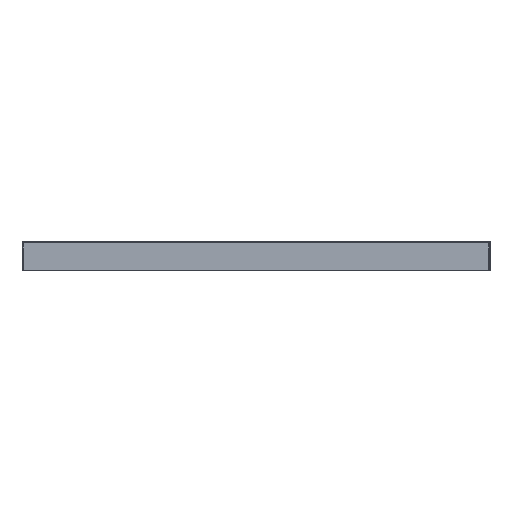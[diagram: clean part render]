
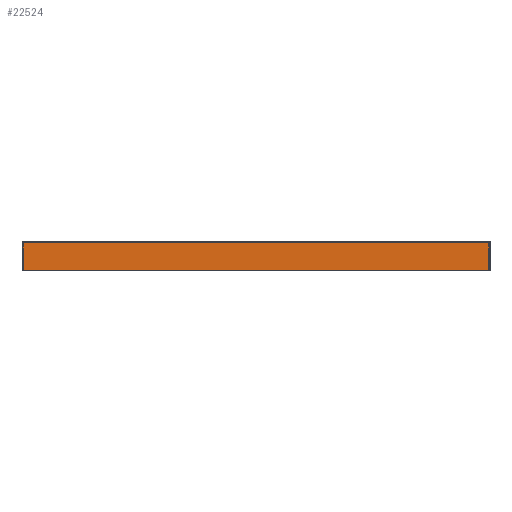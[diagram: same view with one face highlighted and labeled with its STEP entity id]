
A CAD part, left-side view. The second image highlights one B-rep face of the part: STEP entity #22524.
In plain terms, the highlighted planar face has unit normal (-1, 0, 0).
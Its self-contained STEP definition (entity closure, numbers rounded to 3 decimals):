
#339 = LINE ( 'NONE', #11960, #5143 ) ;
#2789 = EDGE_LOOP ( 'NONE', ( #2851, #7829, #16857, #8013 ) ) ;
#2825 = VERTEX_POINT ( 'NONE', #24972 ) ;
#2851 = ORIENTED_EDGE ( 'NONE', *, *, #14982, .T. ) ;
#5143 = VECTOR ( 'NONE', #36054, 1000. ) ;
#6238 = CARTESIAN_POINT ( 'NONE',  ( -25., -19.444, 0. ) ) ;
#6517 = VECTOR ( 'NONE', #29085, 1000. ) ;
#7210 = VECTOR ( 'NONE', #9821, 1000. ) ;
#7650 = DIRECTION ( 'NONE',  ( -1., 0., 0. ) ) ;
#7829 = ORIENTED_EDGE ( 'NONE', *, *, #34510, .F. ) ;
#8013 = ORIENTED_EDGE ( 'NONE', *, *, #32043, .F. ) ;
#9821 = DIRECTION ( 'NONE',  ( 0., 0., -1. ) ) ;
#11351 = CARTESIAN_POINT ( 'NONE',  ( -25., 221.056, 0. ) ) ;
#11960 = CARTESIAN_POINT ( 'NONE',  ( -25., 461.556, 0. ) ) ;
#14619 = FACE_OUTER_BOUND ( 'NONE', #2789, .T. ) ;
#14982 = EDGE_CURVE ( 'NONE', #39508, #2825, #41450, .T. ) ;
#16857 = ORIENTED_EDGE ( 'NONE', *, *, #17160, .F. ) ;
#17160 = EDGE_CURVE ( 'NONE', #32106, #40815, #39742, .T. ) ;
#18170 = DIRECTION ( 'NONE',  ( 0., 0., 1. ) ) ;
#22524 = ADVANCED_FACE ( 'NONE', ( #14619 ), #25079, .T. ) ;
#24972 = CARTESIAN_POINT ( 'NONE',  ( -25., -19.444, 0. ) ) ;
#25079 = PLANE ( 'NONE',  #43017 ) ;
#26428 = CARTESIAN_POINT ( 'NONE',  ( -25., 221.056, 30. ) ) ;
#27900 = VECTOR ( 'NONE', #43767, 1000. ) ;
#28786 = CARTESIAN_POINT ( 'NONE',  ( -25., 221.056, 0. ) ) ;
#29085 = DIRECTION ( 'NONE',  ( 0., -1., 0. ) ) ;
#32043 = EDGE_CURVE ( 'NONE', #39508, #32106, #339, .T. ) ;
#32106 = VERTEX_POINT ( 'NONE', #33342 ) ;
#32431 = CARTESIAN_POINT ( 'NONE',  ( -25., -19.444, 30. ) ) ;
#33342 = CARTESIAN_POINT ( 'NONE',  ( -25., 461.556, 30. ) ) ;
#34119 = LINE ( 'NONE', #6238, #7210 ) ;
#34510 = EDGE_CURVE ( 'NONE', #40815, #2825, #34119, .T. ) ;
#34720 = CARTESIAN_POINT ( 'NONE',  ( -25., 461.556, 0. ) ) ;
#36054 = DIRECTION ( 'NONE',  ( 0., 0., 1. ) ) ;
#39508 = VERTEX_POINT ( 'NONE', #34720 ) ;
#39742 = LINE ( 'NONE', #26428, #27900 ) ;
#40815 = VERTEX_POINT ( 'NONE', #32431 ) ;
#41450 = LINE ( 'NONE', #28786, #6517 ) ;
#43017 = AXIS2_PLACEMENT_3D ( 'NONE', #11351, #7650, #18170 ) ;
#43767 = DIRECTION ( 'NONE',  ( 0., -1., 0. ) ) ;
